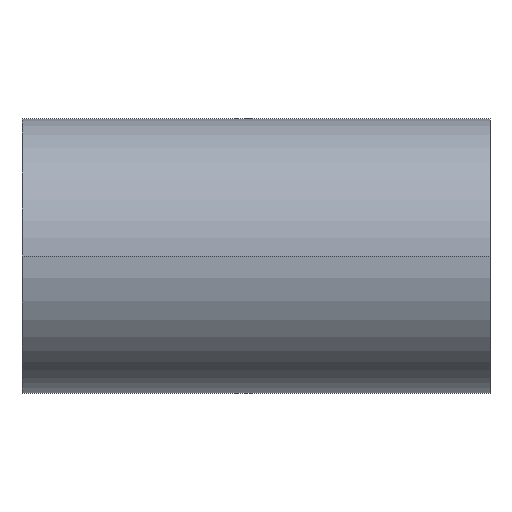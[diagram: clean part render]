
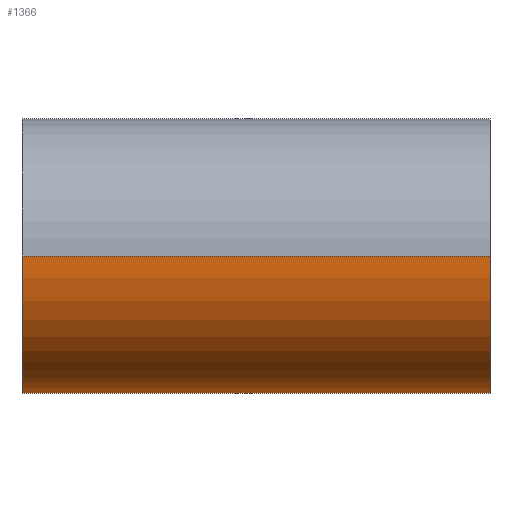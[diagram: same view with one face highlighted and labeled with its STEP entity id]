
A CAD part, front view. The second image highlights one B-rep face of the part: STEP entity #1366.
In plain terms, the highlighted free-form (B-spline) face has degree [3, 1] with [8, 2] control points.
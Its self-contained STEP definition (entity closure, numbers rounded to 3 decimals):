
#1305=CARTESIAN_POINT('',(-10.618,20.882,101.005));
#1306=CARTESIAN_POINT('',(-1.618,20.882,101.005));
#1307=CARTESIAN_POINT('',(-10.618,20.724,101.005));
#1308=CARTESIAN_POINT('',(-1.618,20.724,101.005));
#1309=CARTESIAN_POINT('',(-10.618,20.355,101.037));
#1310=CARTESIAN_POINT('',(-1.618,20.355,101.037));
#1311=CARTESIAN_POINT('',(-10.618,19.688,101.246));
#1312=CARTESIAN_POINT('',(-1.618,19.688,101.246));
#1313=CARTESIAN_POINT('',(-10.618,18.983,101.739));
#1314=CARTESIAN_POINT('',(-1.618,18.983,101.739));
#1315=CARTESIAN_POINT('',(-10.618,18.384,102.597));
#1316=CARTESIAN_POINT('',(-1.618,18.384,102.597));
#1317=CARTESIAN_POINT('',(-10.618,18.248,103.279));
#1318=CARTESIAN_POINT('',(-1.618,18.248,103.279));
#1319=CARTESIAN_POINT('',(-10.618,18.249,103.64));
#1320=CARTESIAN_POINT('',(-1.618,18.249,103.64));
#1321=B_SPLINE_SURFACE_WITH_KNOTS('',3,1,((#1305,#1306),(#1307,#1308),(#1309,#1310),(#1311,#1312),(#1313,#1314),(#1315,#1316),(#1317,#1318),(#1319,#1320)),.UNSPECIFIED.,.F.,.F.,.U.,(4,1,1,1,1,4),(2,2),(3.142,3.338,3.6,3.927,4.254,4.712),(0.,1.),.UNSPECIFIED.);
#1322=CARTESIAN_POINT('',(-1.618,18.249,103.64));
#1323=VERTEX_POINT('',#1322);
#1324=CARTESIAN_POINT('',(-1.618,20.882,101.005));
#1325=VERTEX_POINT('',#1324);
#1326=CARTESIAN_POINT('',(-1.618,18.249,103.64));
#1327=CARTESIAN_POINT('',(-1.618,18.248,103.279));
#1328=CARTESIAN_POINT('',(-1.618,18.384,102.597));
#1329=CARTESIAN_POINT('',(-1.618,18.983,101.739));
#1330=CARTESIAN_POINT('',(-1.618,19.688,101.246));
#1331=CARTESIAN_POINT('',(-1.618,20.355,101.037));
#1332=CARTESIAN_POINT('',(-1.618,20.724,101.005));
#1333=CARTESIAN_POINT('',(-1.618,20.882,101.005));
#1334=B_SPLINE_CURVE_WITH_KNOTS('',3,(#1326,#1327,#1328,#1329,#1330,#1331,#1332,#1333),.UNSPECIFIED.,.F.,.F.,(4,1,1,1,1,4),(3.142,3.601,3.928,4.255,4.517,4.712),.UNSPECIFIED.);
#1335=EDGE_CURVE('',#1323,#1325,#1334,.T.);
#1336=ORIENTED_EDGE('',*,*,#1335,.F.);
#1337=CARTESIAN_POINT('',(-10.618,18.249,103.64));
#1338=VERTEX_POINT('',#1337);
#1339=CARTESIAN_POINT('',(-10.618,18.249,103.64));
#1340=DIRECTION('',(1.,0.,-0.));
#1341=VECTOR('',#1340,9.);
#1342=LINE('',#1339,#1341);
#1343=EDGE_CURVE('',#1338,#1323,#1342,.T.);
#1344=ORIENTED_EDGE('',*,*,#1343,.F.);
#1345=CARTESIAN_POINT('',(-10.618,20.882,101.005));
#1346=VERTEX_POINT('',#1345);
#1347=CARTESIAN_POINT('',(-10.618,18.249,103.64));
#1348=CARTESIAN_POINT('',(-10.618,18.248,103.279));
#1349=CARTESIAN_POINT('',(-10.618,18.384,102.597));
#1350=CARTESIAN_POINT('',(-10.618,18.983,101.739));
#1351=CARTESIAN_POINT('',(-10.618,19.688,101.246));
#1352=CARTESIAN_POINT('',(-10.618,20.355,101.037));
#1353=CARTESIAN_POINT('',(-10.618,20.724,101.005));
#1354=CARTESIAN_POINT('',(-10.618,20.882,101.005));
#1355=B_SPLINE_CURVE_WITH_KNOTS('',3,(#1347,#1348,#1349,#1350,#1351,#1352,#1353,#1354),.UNSPECIFIED.,.F.,.F.,(4,1,1,1,1,4),(3.142,3.601,3.928,4.255,4.517,4.712),.UNSPECIFIED.);
#1356=EDGE_CURVE('',#1338,#1346,#1355,.T.);
#1357=ORIENTED_EDGE('',*,*,#1356,.T.);
#1358=CARTESIAN_POINT('',(-10.618,20.882,101.005));
#1359=DIRECTION('',(1.,0.,-0.));
#1360=VECTOR('',#1359,9.);
#1361=LINE('',#1358,#1360);
#1362=EDGE_CURVE('',#1346,#1325,#1361,.T.);
#1363=ORIENTED_EDGE('',*,*,#1362,.T.);
#1364=EDGE_LOOP('',(#1336,#1344,#1357,#1363));
#1365=FACE_BOUND('',#1364,.T.);
#1366=ADVANCED_FACE('',(#1365),#1321,.F.);
